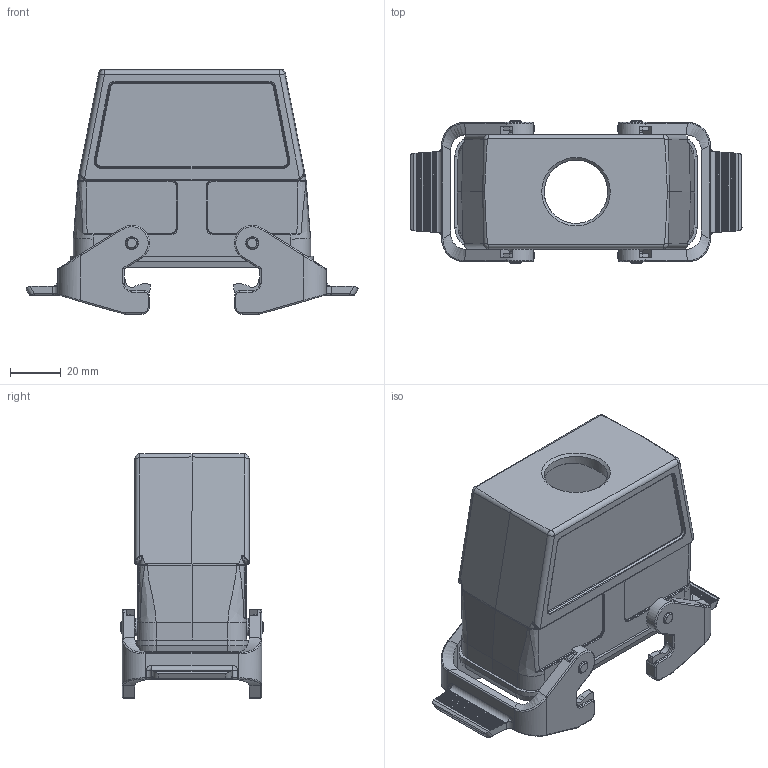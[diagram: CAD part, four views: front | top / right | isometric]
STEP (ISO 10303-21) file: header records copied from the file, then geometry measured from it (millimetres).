
FILE_DESCRIPTION(/* description */ (''),/* implementation_level */ '2;1');
FILE_NAME(/* name */ '100095459ugm000_c.stp',/* time_stamp */ '2017-11-03T15:15:50+01:00',/* author */ (''),/* organization */ (''),/* preprocessor_version */ 'ST-DEVELOPER v16',/* originating_system */ 'SIEMENS PLM Software NX 10.0',/* authorisation */ '');
FILE_SCHEMA (('AUTOMOTIVE_DESIGN { 1 0 10303 214 3 1 1 1 }'));
Length unit declared in the file: millimetre
Products named in the file (1): 100095459ugm000_c
Bounding box: 130.9 x 56.6 x 96.3 mm (x, y, z)
Volume: 106037.9 mm3; surface area: 57615.9 mm2
Topology: 3 solids, 3 shells, 978 faces, 2861 edges, 2228 vertices
Faces by surface type: plane 414, cylinder 268, bspline 199, torus 47, cone 44, sphere 6
Full cylindrical faces by diameter (mm): 3 x4, 4.8 x4, 5.1 x4, 6 x4, 7 x4, 25 x1
Entity records: 41767 total; most frequent: CARTESIAN_POINT 13323, ORIENTED_EDGE 4866, DIRECTION 4457, EDGE_CURVE 2433, AXIS2_PLACEMENT_3D 1524, VERTEX_POINT 1513, LINE 1409, VECTOR 1409
